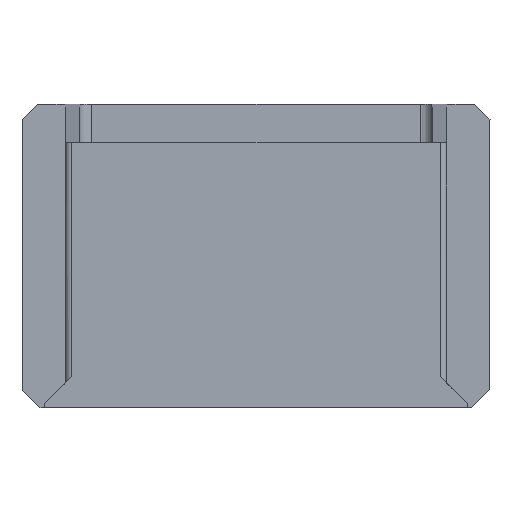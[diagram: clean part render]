
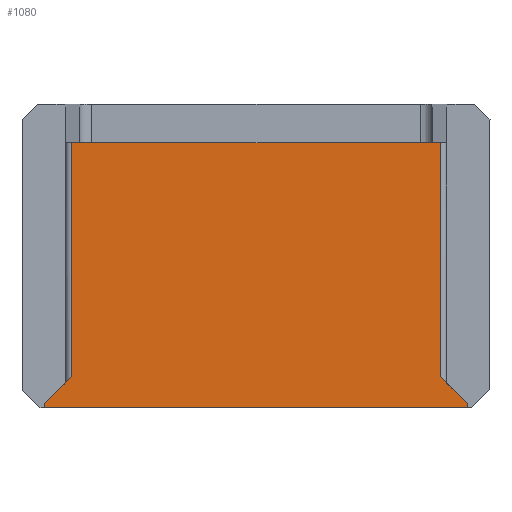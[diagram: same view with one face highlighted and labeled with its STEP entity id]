
A CAD part, left-side view. The second image highlights one B-rep face of the part: STEP entity #1080.
In plain terms, the highlighted planar face has unit normal (-1, 0, 0).
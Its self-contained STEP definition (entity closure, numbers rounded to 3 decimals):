
#54=PLANE('',#1163);
#88=FACE_OUTER_BOUND('',#153,.T.);
#153=EDGE_LOOP('',(#749,#750,#751,#752,#753,#754,#755,#756,#757,#758));
#228=LINE('',#1610,#334);
#230=LINE('',#1616,#336);
#231=LINE('',#1618,#337);
#232=LINE('',#1620,#338);
#233=LINE('',#1622,#339);
#234=LINE('',#1624,#340);
#235=LINE('',#1626,#341);
#236=LINE('',#1628,#342);
#237=LINE('',#1630,#343);
#238=LINE('',#1631,#344);
#334=VECTOR('',#1287,10.);
#336=VECTOR('',#1293,10.);
#337=VECTOR('',#1294,10.);
#338=VECTOR('',#1295,10.);
#339=VECTOR('',#1296,10.);
#340=VECTOR('',#1297,10.);
#341=VECTOR('',#1298,10.);
#342=VECTOR('',#1299,10.);
#343=VECTOR('',#1300,10.);
#344=VECTOR('',#1301,10.);
#478=VERTEX_POINT('',#1607);
#479=VERTEX_POINT('',#1609);
#481=VERTEX_POINT('',#1615);
#482=VERTEX_POINT('',#1617);
#483=VERTEX_POINT('',#1619);
#484=VERTEX_POINT('',#1621);
#485=VERTEX_POINT('',#1623);
#486=VERTEX_POINT('',#1625);
#487=VERTEX_POINT('',#1627);
#488=VERTEX_POINT('',#1629);
#581=EDGE_CURVE('',#478,#479,#228,.T.);
#584=EDGE_CURVE('',#481,#479,#230,.T.);
#585=EDGE_CURVE('',#478,#482,#231,.T.);
#586=EDGE_CURVE('',#482,#483,#232,.T.);
#587=EDGE_CURVE('',#484,#483,#233,.T.);
#588=EDGE_CURVE('',#485,#484,#234,.T.);
#589=EDGE_CURVE('',#485,#486,#235,.T.);
#590=EDGE_CURVE('',#486,#487,#236,.T.);
#591=EDGE_CURVE('',#487,#488,#237,.T.);
#592=EDGE_CURVE('',#488,#481,#238,.T.);
#749=ORIENTED_EDGE('',*,*,#584,.T.);
#750=ORIENTED_EDGE('',*,*,#581,.F.);
#751=ORIENTED_EDGE('',*,*,#585,.T.);
#752=ORIENTED_EDGE('',*,*,#586,.T.);
#753=ORIENTED_EDGE('',*,*,#587,.F.);
#754=ORIENTED_EDGE('',*,*,#588,.F.);
#755=ORIENTED_EDGE('',*,*,#589,.T.);
#756=ORIENTED_EDGE('',*,*,#590,.T.);
#757=ORIENTED_EDGE('',*,*,#591,.T.);
#758=ORIENTED_EDGE('',*,*,#592,.T.);
#1080=ADVANCED_FACE('',(#88),#54,.T.);
#1163=AXIS2_PLACEMENT_3D('',#1614,#1291,#1292);
#1287=DIRECTION('',(0.,0.,-1.));
#1291=DIRECTION('center_axis',(-1.,0.,0.));
#1292=DIRECTION('ref_axis',(0.,0.,1.));
#1293=DIRECTION('',(0.,0.707,0.707));
#1294=DIRECTION('',(0.,1.,0.));
#1295=DIRECTION('',(0.,1.,0.));
#1296=DIRECTION('',(0.,-1.,0.));
#1297=DIRECTION('',(0.,0.,1.));
#1298=DIRECTION('',(0.,0.707,-0.707));
#1299=DIRECTION('',(0.,0.,-1.));
#1300=DIRECTION('',(0.,-1.,0.));
#1301=DIRECTION('',(0.,0.,1.));
#1607=CARTESIAN_POINT('',(-0.5,-74.885,47.167));
#1609=CARTESIAN_POINT('',(-0.5,-74.885,8.167));
#1610=CARTESIAN_POINT('',(-0.5,-74.885,16.126));
#1614=CARTESIAN_POINT('Origin',(-0.5,-44.085,5.086));
#1615=CARTESIAN_POINT('',(-0.5,-79.335,3.717));
#1616=CARTESIAN_POINT('',(-0.5,-79.335,3.717));
#1617=CARTESIAN_POINT('',(-0.5,-73.485,47.167));
#1618=CARTESIAN_POINT('',(-0.5,-75.885,47.167));
#1619=CARTESIAN_POINT('',(-0.5,-14.685,47.167));
#1620=CARTESIAN_POINT('',(-0.5,-75.885,47.167));
#1621=CARTESIAN_POINT('',(-0.5,-13.285,47.167));
#1622=CARTESIAN_POINT('',(-0.5,-12.285,47.167));
#1623=CARTESIAN_POINT('',(-0.5,-13.285,8.167));
#1624=CARTESIAN_POINT('',(-0.5,-13.285,16.126));
#1625=CARTESIAN_POINT('',(-0.5,-8.835,3.717));
#1626=CARTESIAN_POINT('',(-0.5,-8.835,3.717));
#1627=CARTESIAN_POINT('',(-0.5,-8.835,3.004));
#1628=CARTESIAN_POINT('',(-0.5,-8.835,3.717));
#1629=CARTESIAN_POINT('',(-0.5,-79.335,3.004));
#1630=CARTESIAN_POINT('',(-0.5,-8.085,3.004));
#1631=CARTESIAN_POINT('',(-0.5,-79.335,3.717));
